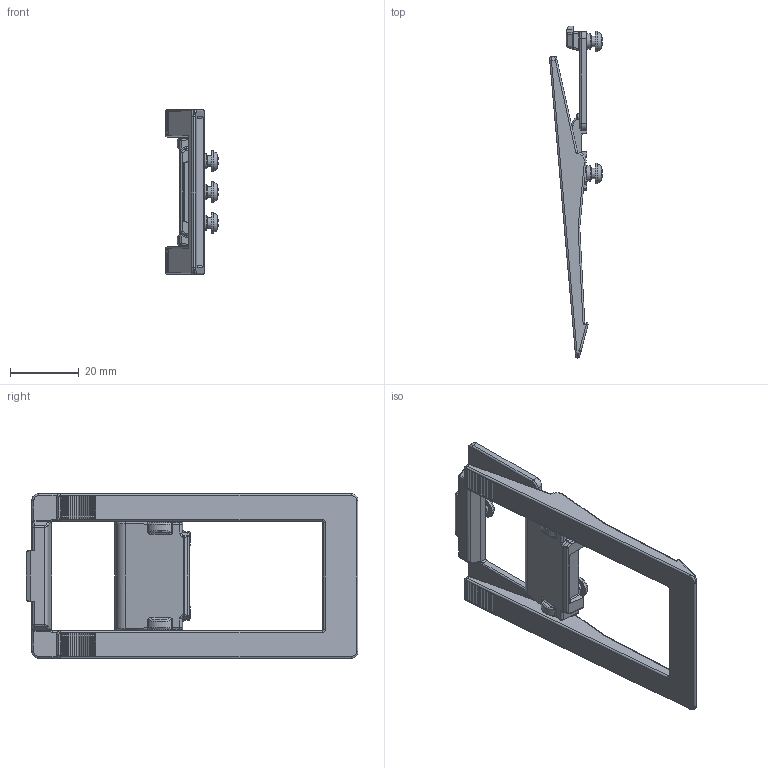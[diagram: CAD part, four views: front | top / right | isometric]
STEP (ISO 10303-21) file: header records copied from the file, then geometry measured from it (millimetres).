
FILE_DESCRIPTION((''),'2;1');
FILE_NAME('34000600_UDS-B-AC.stp','2010-03-23T12:41:16',('haertel'),(''),'Autodesk Inventor 2010','Autodesk Inventor 2010','');
FILE_SCHEMA(('AUTOMOTIVE_DESIGN { 1 0 10303 214 1 1 1 1 }'));
Length unit declared in the file: millimetre
Products named in the file (7): UDS-G-S_UDS-G-AC; Bauteil104; Bauteil105; Bauteil106; Bauteil107; Bauteil108; Bauteil109
Assembly tree (6 placements, depth 2):
  UDS-G-S_UDS-G-AC
    Bauteil104
    Bauteil105
    Bauteil106
    Bauteil107
    Bauteil108
    Bauteil109
Bounding box: 15.39 x 96.69 x 48 mm (x, y, z)
Volume: 10556.5 mm3; surface area: 11480.4 mm2
Topology: 6 solids, 6 shells, 750 faces, 1884 edges, 1153 vertices
Faces by surface type: plane 333, cylinder 225, bspline 103, torus 57, sphere 19, cone 13
Full cylindrical faces by diameter (mm): 2 x9, 2.5 x2, 3 x3, 4 x4, 4.5 x3, 4.6 x2, 5.3 x3, 6 x3
Entity records: 25010 total; most frequent: CARTESIAN_POINT 7265, DIRECTION 3731, ORIENTED_EDGE 3606, EDGE_CURVE 1803, AXIS2_PLACEMENT_3D 1364, VERTEX_POINT 1142, VECTOR 1003, LINE 1003
